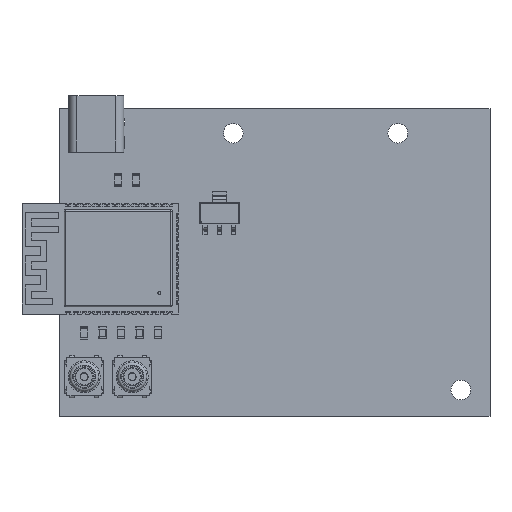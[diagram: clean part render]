
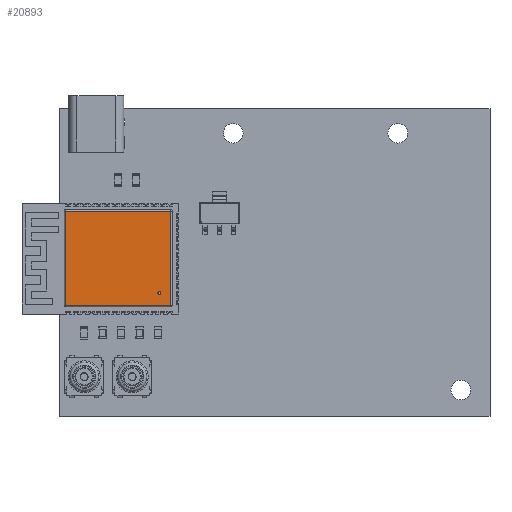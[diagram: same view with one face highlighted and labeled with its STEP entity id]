
A CAD part, top view. The second image highlights one B-rep face of the part: STEP entity #20893.
In plain terms, the highlighted planar face has unit normal (0, 0, 1).
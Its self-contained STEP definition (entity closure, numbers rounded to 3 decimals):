
#20717 = VERTEX_POINT('',#20718);
#20718 = CARTESIAN_POINT('',(-7.55,5.65,3.1));
#20725 = EDGE_CURVE('',#20717,#20726,#20728,.T.);
#20726 = VERTEX_POINT('',#20727);
#20727 = CARTESIAN_POINT('',(7.75,5.65,3.1));
#20728 = LINE('',#20729,#20730);
#20729 = CARTESIAN_POINT('',(-7.8,5.65,3.1));
#20730 = VECTOR('',#20731,1.);
#20731 = DIRECTION('',(1.,0.,0.));
#20893 = ADVANCED_FACE('',(#20894,#20919),#20930,.T.);
#20894 = FACE_BOUND('',#20895,.T.);
#20895 = EDGE_LOOP('',(#20896,#20906,#20912,#20913));
#20896 = ORIENTED_EDGE('',*,*,#20897,.F.);
#20897 = EDGE_CURVE('',#20898,#20900,#20902,.T.);
#20898 = VERTEX_POINT('',#20899);
#20899 = CARTESIAN_POINT('',(7.75,-11.45,3.1));
#20900 = VERTEX_POINT('',#20901);
#20901 = CARTESIAN_POINT('',(-7.55,-11.45,3.1));
#20902 = LINE('',#20903,#20904);
#20903 = CARTESIAN_POINT('',(8.,-11.45,3.1));
#20904 = VECTOR('',#20905,1.);
#20905 = DIRECTION('',(-1.,0.,0.));
#20906 = ORIENTED_EDGE('',*,*,#20907,.F.);
#20907 = EDGE_CURVE('',#20726,#20898,#20908,.T.);
#20908 = LINE('',#20909,#20910);
#20909 = CARTESIAN_POINT('',(7.75,5.9,3.1));
#20910 = VECTOR('',#20911,1.);
#20911 = DIRECTION('',(0.,-1.,0.));
#20912 = ORIENTED_EDGE('',*,*,#20725,.F.);
#20913 = ORIENTED_EDGE('',*,*,#20914,.F.);
#20914 = EDGE_CURVE('',#20900,#20717,#20915,.T.);
#20915 = LINE('',#20916,#20917);
#20916 = CARTESIAN_POINT('',(-7.55,-11.7,3.1));
#20917 = VECTOR('',#20918,1.);
#20918 = DIRECTION('',(0.,1.,0.));
#20919 = FACE_BOUND('',#20920,.T.);
#20920 = EDGE_LOOP('',(#20921));
#20921 = ORIENTED_EDGE('',*,*,#20922,.F.);
#20922 = EDGE_CURVE('',#20923,#20923,#20925,.T.);
#20923 = VERTEX_POINT('',#20924);
#20924 = CARTESIAN_POINT('',(-5.35,-9.6,3.1));
#20925 = CIRCLE('',#20926,0.25);
#20926 = AXIS2_PLACEMENT_3D('',#20927,#20928,#20929);
#20927 = CARTESIAN_POINT('',(-5.6,-9.6,3.1));
#20928 = DIRECTION('',(0.,0.,1.));
#20929 = DIRECTION('',(1.,0.,-0.));
#20930 = PLANE('',#20931);
#20931 = AXIS2_PLACEMENT_3D('',#20932,#20933,#20934);
#20932 = CARTESIAN_POINT('',(0.1,-2.9,3.1));
#20933 = DIRECTION('',(0.,0.,1.));
#20934 = DIRECTION('',(1.,0.,-0.));
